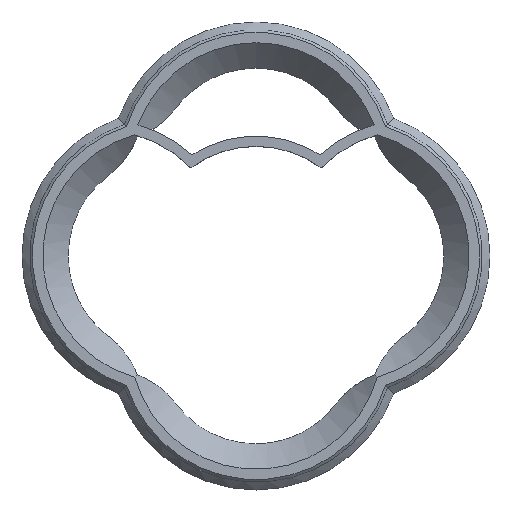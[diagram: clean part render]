
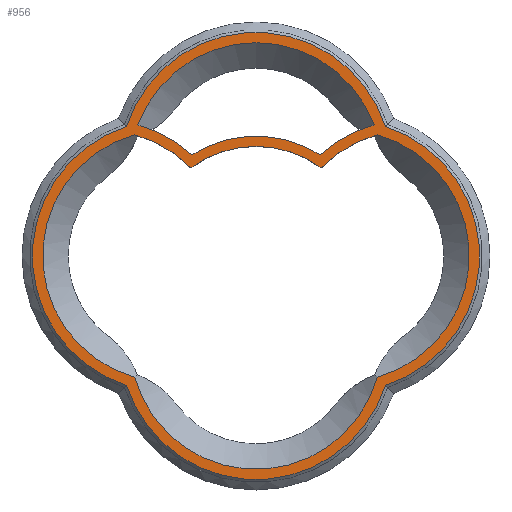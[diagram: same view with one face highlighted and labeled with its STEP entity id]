
A CAD part, top view. The second image highlights one B-rep face of the part: STEP entity #956.
In plain terms, the highlighted planar face has unit normal (0, 0, 1).
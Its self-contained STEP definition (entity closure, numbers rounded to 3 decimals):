
#109=FACE_BOUND('',#184,.T.);
#110=FACE_BOUND('',#185,.T.);
#116=PLANE('',#1046);
#120=FACE_OUTER_BOUND('',#183,.T.);
#183=EDGE_LOOP('',(#639,#640,#641,#642));
#184=EDGE_LOOP('',(#643,#644,#645,#646,#647,#648));
#185=EDGE_LOOP('',(#649,#650,#651,#652));
#308=CIRCLE('',#1030,8.514);
#323=CIRCLE('',#1047,10.578);
#324=CIRCLE('',#1048,10.578);
#325=CIRCLE('',#1049,10.578);
#326=CIRCLE('',#1050,10.578);
#327=CIRCLE('',#1051,9.778);
#328=CIRCLE('',#1052,9.778);
#329=CIRCLE('',#1053,9.778);
#330=CIRCLE('',#1054,9.778);
#331=CIRCLE('',#1055,9.778);
#332=CIRCLE('',#1056,10.578);
#333=CIRCLE('',#1057,9.778);
#334=CIRCLE('',#1058,10.578);
#335=CIRCLE('',#1059,9.314);
#367=VERTEX_POINT('',#1401);
#368=VERTEX_POINT('',#1402);
#386=VERTEX_POINT('',#1444);
#387=VERTEX_POINT('',#1445);
#388=VERTEX_POINT('',#1447);
#389=VERTEX_POINT('',#1449);
#390=VERTEX_POINT('',#1452);
#391=VERTEX_POINT('',#1454);
#392=VERTEX_POINT('',#1456);
#393=VERTEX_POINT('',#1458);
#394=VERTEX_POINT('',#1461);
#395=VERTEX_POINT('',#1462);
#396=VERTEX_POINT('',#1464);
#397=VERTEX_POINT('',#1466);
#463=EDGE_CURVE('',#367,#368,#308,.T.);
#483=EDGE_CURVE('',#386,#387,#323,.T.);
#484=EDGE_CURVE('',#388,#386,#324,.T.);
#485=EDGE_CURVE('',#389,#388,#325,.T.);
#486=EDGE_CURVE('',#389,#387,#326,.T.);
#487=EDGE_CURVE('',#368,#390,#327,.T.);
#488=EDGE_CURVE('',#390,#391,#328,.T.);
#489=EDGE_CURVE('',#392,#391,#329,.T.);
#490=EDGE_CURVE('',#393,#392,#330,.T.);
#491=EDGE_CURVE('',#367,#393,#331,.T.);
#492=EDGE_CURVE('',#394,#395,#332,.T.);
#493=EDGE_CURVE('',#395,#396,#333,.T.);
#494=EDGE_CURVE('',#397,#396,#334,.T.);
#495=EDGE_CURVE('',#397,#394,#335,.T.);
#639=ORIENTED_EDGE('',*,*,#483,.F.);
#640=ORIENTED_EDGE('',*,*,#484,.F.);
#641=ORIENTED_EDGE('',*,*,#485,.F.);
#642=ORIENTED_EDGE('',*,*,#486,.T.);
#643=ORIENTED_EDGE('',*,*,#463,.T.);
#644=ORIENTED_EDGE('',*,*,#487,.T.);
#645=ORIENTED_EDGE('',*,*,#488,.T.);
#646=ORIENTED_EDGE('',*,*,#489,.F.);
#647=ORIENTED_EDGE('',*,*,#490,.F.);
#648=ORIENTED_EDGE('',*,*,#491,.F.);
#649=ORIENTED_EDGE('',*,*,#492,.T.);
#650=ORIENTED_EDGE('',*,*,#493,.T.);
#651=ORIENTED_EDGE('',*,*,#494,.F.);
#652=ORIENTED_EDGE('',*,*,#495,.T.);
#956=ADVANCED_FACE('',(#120,#109,#110),#116,.T.);
#1030=AXIS2_PLACEMENT_3D('',#1403,#1145,#1146);
#1046=AXIS2_PLACEMENT_3D('',#1443,#1181,#1182);
#1047=AXIS2_PLACEMENT_3D('',#1446,#1183,#1184);
#1048=AXIS2_PLACEMENT_3D('',#1448,#1185,#1186);
#1049=AXIS2_PLACEMENT_3D('',#1450,#1187,#1188);
#1050=AXIS2_PLACEMENT_3D('',#1451,#1189,#1190);
#1051=AXIS2_PLACEMENT_3D('',#1453,#1191,#1192);
#1052=AXIS2_PLACEMENT_3D('',#1455,#1193,#1194);
#1053=AXIS2_PLACEMENT_3D('',#1457,#1195,#1196);
#1054=AXIS2_PLACEMENT_3D('',#1459,#1197,#1198);
#1055=AXIS2_PLACEMENT_3D('',#1460,#1199,#1200);
#1056=AXIS2_PLACEMENT_3D('',#1463,#1201,#1202);
#1057=AXIS2_PLACEMENT_3D('',#1465,#1203,#1204);
#1058=AXIS2_PLACEMENT_3D('',#1467,#1205,#1206);
#1059=AXIS2_PLACEMENT_3D('',#1468,#1207,#1208);
#1145=DIRECTION('center_axis',(0.,0.,-1.));
#1146=DIRECTION('ref_axis',(1.,0.,0.));
#1181=DIRECTION('center_axis',(0.,0.,1.));
#1182=DIRECTION('ref_axis',(1.,0.,0.));
#1183=DIRECTION('center_axis',(0.,0.,-1.));
#1184=DIRECTION('ref_axis',(-0.948,0.317,0.));
#1185=DIRECTION('center_axis',(0.,0.,-1.));
#1186=DIRECTION('ref_axis',(-0.317,-0.948,0.));
#1187=DIRECTION('center_axis',(0.,0.,-1.));
#1188=DIRECTION('ref_axis',(0.948,-0.317,0.));
#1189=DIRECTION('center_axis',(0.,0.,1.));
#1190=DIRECTION('ref_axis',(0.317,-0.948,0.));
#1191=DIRECTION('center_axis',(0.,0.,-1.));
#1192=DIRECTION('ref_axis',(-0.268,-0.963,0.));
#1193=DIRECTION('center_axis',(0.,0.,-1.));
#1194=DIRECTION('ref_axis',(1.,0.,0.));
#1195=DIRECTION('center_axis',(0.,0.,1.));
#1196=DIRECTION('ref_axis',(0.,-1.,0.));
#1197=DIRECTION('center_axis',(0.,0.,1.));
#1198=DIRECTION('ref_axis',(-1.,0.,0.));
#1199=DIRECTION('center_axis',(0.,0.,1.));
#1200=DIRECTION('ref_axis',(0.268,-0.963,0.));
#1201=DIRECTION('center_axis',(0.,0.,1.));
#1202=DIRECTION('ref_axis',(0.268,-0.963,0.));
#1203=DIRECTION('center_axis',(0.,0.,-1.));
#1204=DIRECTION('ref_axis',(0.,1.,0.));
#1205=DIRECTION('center_axis',(0.,0.,-1.));
#1206=DIRECTION('ref_axis',(-0.268,-0.963,0.));
#1207=DIRECTION('center_axis',(0.,0.,1.));
#1208=DIRECTION('ref_axis',(-1.,0.,0.));
#1401=CARTESIAN_POINT('',(-162.561,20.158,0.));
#1402=CARTESIAN_POINT('',(-152.441,20.158,0.));
#1403=CARTESIAN_POINT('Origin',(-157.501,13.31,0.));
#1443=CARTESIAN_POINT('Origin',(-176.,0.483,0.));
#1444=CARTESIAN_POINT('',(-167.563,23.374,0.));
#1445=CARTESIAN_POINT('',(-147.437,23.374,0.));
#1446=CARTESIAN_POINT('Origin',(-157.5,20.112,0.));
#1447=CARTESIAN_POINT('',(-167.563,3.247,0.));
#1448=CARTESIAN_POINT('Origin',(-164.303,13.311,0.));
#1449=CARTESIAN_POINT('',(-147.436,3.248,0.));
#1450=CARTESIAN_POINT('Origin',(-157.5,6.509,0.));
#1451=CARTESIAN_POINT('Origin',(-150.698,13.311,0.));
#1452=CARTESIAN_POINT('',(-148.079,22.732,0.));
#1453=CARTESIAN_POINT('Origin',(-145.46,13.311,0.));
#1454=CARTESIAN_POINT('',(-148.08,3.889,0.));
#1455=CARTESIAN_POINT('Origin',(-150.698,13.311,0.));
#1456=CARTESIAN_POINT('',(-166.922,3.889,0.));
#1457=CARTESIAN_POINT('Origin',(-157.501,6.509,0.));
#1458=CARTESIAN_POINT('',(-166.922,22.732,0.));
#1459=CARTESIAN_POINT('Origin',(-164.303,13.311,0.));
#1460=CARTESIAN_POINT('Origin',(-169.541,13.311,0.));
#1461=CARTESIAN_POINT('',(-162.476,21.184,0.));
#1462=CARTESIAN_POINT('',(-166.676,23.494,0.));
#1463=CARTESIAN_POINT('Origin',(-169.541,13.311,0.));
#1464=CARTESIAN_POINT('',(-148.326,23.493,0.));
#1465=CARTESIAN_POINT('Origin',(-157.501,20.112,0.));
#1466=CARTESIAN_POINT('',(-152.525,21.184,0.));
#1467=CARTESIAN_POINT('Origin',(-145.46,13.311,0.));
#1468=CARTESIAN_POINT('Origin',(-157.5,13.31,0.));
